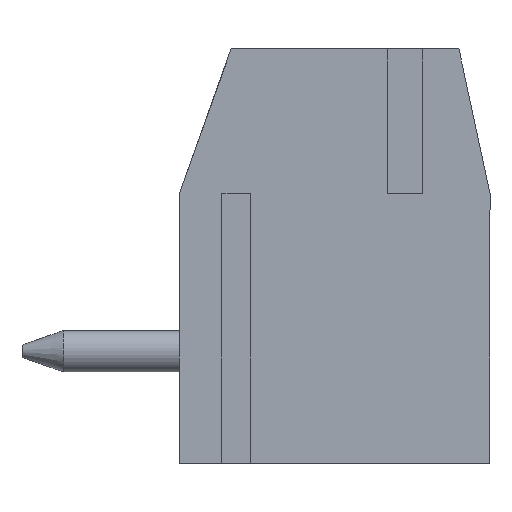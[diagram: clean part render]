
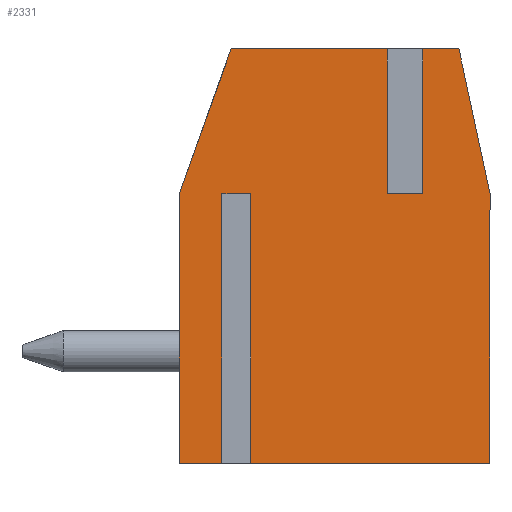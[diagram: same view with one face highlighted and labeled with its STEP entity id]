
A CAD part, left-side view. The second image highlights one B-rep face of the part: STEP entity #2331.
In plain terms, the highlighted planar face has unit normal (-1, 0, 0).
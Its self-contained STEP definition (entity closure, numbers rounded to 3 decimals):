
#316=ORIENTED_EDGE('',*,*,#945,.F.);
#317=ORIENTED_EDGE('',*,*,#946,.F.);
#318=ORIENTED_EDGE('',*,*,#947,.T.);
#319=ORIENTED_EDGE('',*,*,#840,.T.);
#320=ORIENTED_EDGE('',*,*,#868,.T.);
#321=ORIENTED_EDGE('',*,*,#944,.T.);
#322=ORIENTED_EDGE('',*,*,#888,.T.);
#323=ORIENTED_EDGE('',*,*,#948,.F.);
#324=ORIENTED_EDGE('',*,*,#949,.F.);
#325=ORIENTED_EDGE('',*,*,#950,.T.);
#326=ORIENTED_EDGE('',*,*,#899,.T.);
#327=ORIENTED_EDGE('',*,*,#886,.T.);
#328=ORIENTED_EDGE('',*,*,#951,.T.);
#329=ORIENTED_EDGE('',*,*,#844,.T.);
#840=EDGE_CURVE('',#1169,#1168,#1390,.T.);
#844=EDGE_CURVE('',#1173,#1172,#1394,.T.);
#868=EDGE_CURVE('',#1168,#1191,#1412,.F.);
#886=EDGE_CURVE('',#1193,#1207,#1430,.T.);
#888=EDGE_CURVE('',#1210,#1208,#1432,.T.);
#899=EDGE_CURVE('',#1217,#1193,#1441,.T.);
#944=EDGE_CURVE('',#1191,#1210,#1478,.T.);
#945=EDGE_CURVE('',#1247,#1172,#1479,.T.);
#946=EDGE_CURVE('',#1248,#1247,#1480,.T.);
#947=EDGE_CURVE('',#1248,#1169,#1481,.T.);
#948=EDGE_CURVE('',#1249,#1208,#1482,.T.);
#949=EDGE_CURVE('',#1250,#1249,#1483,.T.);
#950=EDGE_CURVE('',#1250,#1217,#1484,.T.);
#951=EDGE_CURVE('',#1207,#1173,#1485,.F.);
#1168=VERTEX_POINT('',#3608);
#1169=VERTEX_POINT('',#3610);
#1172=VERTEX_POINT('',#3616);
#1173=VERTEX_POINT('',#3618);
#1191=VERTEX_POINT('',#3661);
#1193=VERTEX_POINT('',#3666);
#1207=VERTEX_POINT('',#3696);
#1208=VERTEX_POINT('',#3700);
#1210=VERTEX_POINT('',#3703);
#1217=VERTEX_POINT('',#3721);
#1247=VERTEX_POINT('',#3808);
#1248=VERTEX_POINT('',#3810);
#1249=VERTEX_POINT('',#3813);
#1250=VERTEX_POINT('',#3815);
#1390=LINE('',#3609,#1646);
#1394=LINE('',#3617,#1650);
#1412=LINE('',#3662,#1668);
#1430=LINE('',#3697,#1686);
#1432=LINE('',#3702,#1688);
#1441=LINE('',#3720,#1697);
#1478=LINE('',#3805,#1734);
#1479=LINE('',#3807,#1735);
#1480=LINE('',#3809,#1736);
#1481=LINE('',#3811,#1737);
#1482=LINE('',#3812,#1738);
#1483=LINE('',#3814,#1739);
#1484=LINE('',#3816,#1740);
#1485=LINE('',#3817,#1741);
#1646=VECTOR('',#2918,1000.);
#1650=VECTOR('',#2922,1000.);
#1668=VECTOR('',#2956,1000.);
#1686=VECTOR('',#2976,1000.);
#1688=VECTOR('',#2980,1000.);
#1697=VECTOR('',#2993,1000.);
#1734=VECTOR('',#3066,1000.);
#1735=VECTOR('',#3069,1000.);
#1736=VECTOR('',#3070,1000.);
#1737=VECTOR('',#3071,1000.);
#1738=VECTOR('',#3072,1000.);
#1739=VECTOR('',#3073,1000.);
#1740=VECTOR('',#3074,1000.);
#1741=VECTOR('',#3075,1000.);
#1907=EDGE_LOOP('',(#316,#317,#318,#319,#320,#321,#322,#323,#324,#325,#326,
#327,#328,#329));
#2073=FACE_BOUND('',#1907,.T.);
#2232=PLANE('',#2715);
#2331=ADVANCED_FACE('',(#2073),#2232,.T.);
#2715=AXIS2_PLACEMENT_3D('',#3806,#3067,#3068);
#2918=DIRECTION('',(0.,1.,0.));
#2922=DIRECTION('',(0.,1.,0.));
#2956=DIRECTION('',(0.,-0.336,0.942));
#2976=DIRECTION('',(0.,0.,1.));
#2980=DIRECTION('',(0.,-1.,0.));
#2993=DIRECTION('',(0.,-1.,0.));
#3066=DIRECTION('',(0.,0.,-1.));
#3067=DIRECTION('',(-1.,0.,0.));
#3068=DIRECTION('',(0.,0.,1.));
#3069=DIRECTION('',(0.,0.,1.));
#3070=DIRECTION('',(0.,-1.,0.));
#3071=DIRECTION('',(0.,0.,1.));
#3072=DIRECTION('',(0.,0.,-1.));
#3073=DIRECTION('',(0.,1.,0.));
#3074=DIRECTION('',(0.,0.,-1.));
#3075=DIRECTION('',(0.,-0.21,-0.978));
#3608=CARTESIAN_POINT('',(-5.,2.5,5.));
#3609=CARTESIAN_POINT('',(-5.,-3.75,5.));
#3610=CARTESIAN_POINT('',(-5.,-1.35,5.));
#3616=CARTESIAN_POINT('',(-5.,-2.05,5.));
#3617=CARTESIAN_POINT('',(-5.,-3.75,5.));
#3618=CARTESIAN_POINT('',(-5.,-3.,5.));
#3661=CARTESIAN_POINT('',(-5.,3.75,1.5));
#3662=CARTESIAN_POINT('',(-5.,3.801,1.357));
#3666=CARTESIAN_POINT('',(-5.,-3.75,-5.));
#3696=CARTESIAN_POINT('',(-5.,-3.75,1.5));
#3697=CARTESIAN_POINT('',(-5.,-3.75,-5.));
#3700=CARTESIAN_POINT('',(-5.,2.725,-5.));
#3702=CARTESIAN_POINT('',(-5.,3.75,-5.));
#3703=CARTESIAN_POINT('',(-5.,3.75,-5.));
#3720=CARTESIAN_POINT('',(-5.,3.75,-5.));
#3721=CARTESIAN_POINT('',(-5.,2.025,-5.));
#3805=CARTESIAN_POINT('',(-5.,3.75,5.));
#3806=CARTESIAN_POINT('',(-5.,0.,0.));
#3807=CARTESIAN_POINT('',(-5.,-2.05,1.5));
#3808=CARTESIAN_POINT('',(-5.,-2.05,1.5));
#3809=CARTESIAN_POINT('',(-5.,-1.35,1.5));
#3810=CARTESIAN_POINT('',(-5.,-1.35,1.5));
#3811=CARTESIAN_POINT('',(-5.,-1.35,1.5));
#3812=CARTESIAN_POINT('',(-5.,2.725,1.5));
#3813=CARTESIAN_POINT('',(-5.,2.725,1.5));
#3814=CARTESIAN_POINT('',(-5.,2.025,1.5));
#3815=CARTESIAN_POINT('',(-5.,2.025,1.5));
#3816=CARTESIAN_POINT('',(-5.,2.025,1.5));
#3817=CARTESIAN_POINT('',(-5.,-3.893,0.834));
